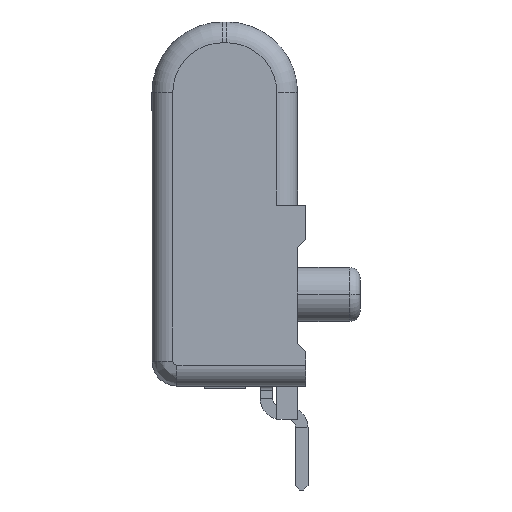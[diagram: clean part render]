
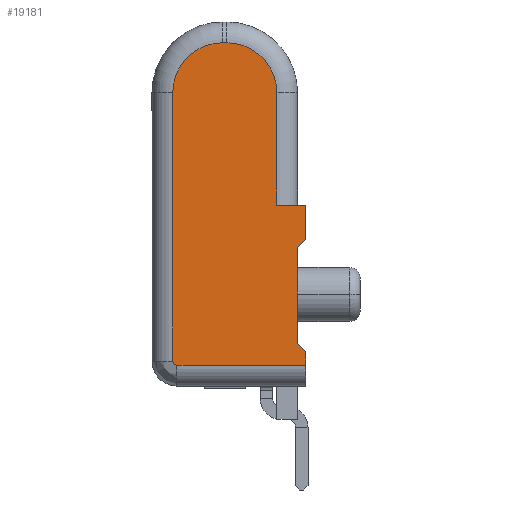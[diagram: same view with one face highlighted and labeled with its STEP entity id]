
A CAD part, left-side view. The second image highlights one B-rep face of the part: STEP entity #19181.
In plain terms, the highlighted planar face has unit normal (-1, 0, 0).
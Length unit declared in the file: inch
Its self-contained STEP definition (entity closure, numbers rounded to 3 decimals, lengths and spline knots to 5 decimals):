
#3252=DIRECTION('',(0.,1.,0.));
#3253=VECTOR('',#3252,0.02756);
#3254=CARTESIAN_POINT('',(-0.11811,-0.03543,
0.17717));
#3255=LINE('3053',#3254,#3253);
#3288=DIRECTION('',(0.,0.707,0.707));
#3289=VECTOR('',#3288,0.01114);
#3290=CARTESIAN_POINT('',(-0.11811,-0.03543,
0.03839));
#3291=LINE('3192',#3290,#3289);
#3292=DIRECTION('',(0.,1.,0.));
#3293=VECTOR('',#3292,0.12205);
#3294=CARTESIAN_POINT('',(-0.11811,-0.03543,
0.02559));
#3295=LINE('3027',#3294,#3293);
#3296=CARTESIAN_POINT('',(-0.11811,0.08661,
0.02953));
#3297=DIRECTION('',(1.,0.,0.));
#3298=DIRECTION('',(0.,0.,-1.));
#3299=AXIS2_PLACEMENT_3D('',#3296,#3297,#3298);
#3301=DIRECTION('',(0.,0.,1.));
#3302=VECTOR('',#3301,0.25394);
#3303=CARTESIAN_POINT('',(-0.11811,0.09055,
0.02953));
#3304=LINE('3022',#3303,#3302);
#3305=CARTESIAN_POINT('',(-0.11811,0.04331,
0.28346));
#3306=DIRECTION('',(1.,0.,0.));
#3307=DIRECTION('',(0.,1.,0.));
#3308=AXIS2_PLACEMENT_3D('',#3305,#3306,#3307);
#3310=DIRECTION('',(0.,-1.,0.));
#3311=VECTOR('',#3310,0.00394);
#3312=CARTESIAN_POINT('',(-0.11811,0.04331,
0.33071));
#3313=LINE('3018',#3312,#3311);
#3314=CARTESIAN_POINT('',(-0.11811,0.03937,
0.28346));
#3315=DIRECTION('',(1.,0.,0.));
#3316=DIRECTION('',(0.,0.,1.));
#3317=AXIS2_PLACEMENT_3D('',#3314,#3315,#3316);
#3319=DIRECTION('',(0.,0.,-1.));
#3320=VECTOR('',#3319,0.1063);
#3321=CARTESIAN_POINT('',(-0.11811,-0.00787,
0.28346));
#3322=LINE('3013',#3321,#3320);
#3323=DIRECTION('',(0.,-0.707,0.707));
#3324=VECTOR('',#3323,0.01114);
#3325=CARTESIAN_POINT('',(-0.11811,-0.02756,
0.13681));
#3326=LINE('3198',#3325,#3324);
#3327=DIRECTION('',(0.,0.,-1.));
#3328=VECTOR('',#3327,0.09055);
#3329=CARTESIAN_POINT('',(-0.11811,-0.02756,
0.13681));
#3330=LINE('3200',#3329,#3328);
#3667=DIRECTION('',(0.,0.,-1.));
#3668=VECTOR('',#3667,0.0128);
#3669=CARTESIAN_POINT('',(-0.11811,-0.03543,
0.03839));
#3670=LINE('3212',#3669,#3668);
#9070=DIRECTION('',(0.,0.,-1.));
#9071=VECTOR('',#9070,0.03248);
#9072=CARTESIAN_POINT('',(-0.11811,-0.03543,
0.17717));
#9073=LINE('3204',#9072,#9071);
#13712=CARTESIAN_POINT('',(-0.11811,-0.03543,
0.17717));
#13714=VERTEX_POINT('',#13712);
#13829=CARTESIAN_POINT('',(-0.11811,-0.00787,
0.28346));
#13830=CARTESIAN_POINT('',(-0.11811,-0.00787,
0.17717));
#13831=VERTEX_POINT('',#13829);
#13832=VERTEX_POINT('',#13830);
#13839=CARTESIAN_POINT('',(-0.11811,0.03937,
0.33071));
#13840=VERTEX_POINT('',#13839);
#13843=CARTESIAN_POINT('',(-0.11811,0.04331,
0.33071));
#13844=VERTEX_POINT('',#13843);
#13847=CARTESIAN_POINT('',(-0.11811,0.09055,
0.28346));
#13848=VERTEX_POINT('',#13847);
#13851=CARTESIAN_POINT('',(-0.11811,0.09055,
0.02953));
#13852=VERTEX_POINT('',#13851);
#13855=CARTESIAN_POINT('',(-0.11811,0.08661,
0.02559));
#13856=VERTEX_POINT('',#13855);
#13857=CARTESIAN_POINT('',(-0.11811,-0.03543,
0.02559));
#13859=VERTEX_POINT('',#13857);
#14053=CARTESIAN_POINT('',(-0.11811,-0.03543,
0.03839));
#14054=CARTESIAN_POINT('',(-0.11811,-0.02756,
0.04626));
#14055=VERTEX_POINT('',#14053);
#14056=VERTEX_POINT('',#14054);
#14065=CARTESIAN_POINT('',(-0.11811,-0.02756,
0.13681));
#14066=VERTEX_POINT('',#14065);
#14067=CARTESIAN_POINT('',(-0.11811,-0.03543,
0.14469));
#14068=VERTEX_POINT('',#14067);
#19151=CARTESIAN_POINT('',(-0.11811,0.11024,
0.00591));
#19152=DIRECTION('',(-1.,0.,0.));
#19153=DIRECTION('',(0.,-1.,0.));
#19154=AXIS2_PLACEMENT_3D('',#19151,#19152,#19153);
#19155=PLANE('699',#19154);
#19157=ORIENTED_EDGE('3192',*,*,#19156,.F.);
#19159=ORIENTED_EDGE('3212',*,*,#19158,.T.);
#19161=ORIENTED_EDGE('3027',*,*,#19160,.T.);
#19163=ORIENTED_EDGE('3024',*,*,#19162,.T.);
#19164=ORIENTED_EDGE('3022',*,*,#19045,.T.);
#19165=ORIENTED_EDGE('3020',*,*,#19061,.T.);
#19167=ORIENTED_EDGE('3018',*,*,#19166,.T.);
#19169=ORIENTED_EDGE('3016',*,*,#19168,.T.);
#19171=ORIENTED_EDGE('3013',*,*,#19170,.T.);
#19172=ORIENTED_EDGE('3053',*,*,#19115,.F.);
#19174=ORIENTED_EDGE('3204',*,*,#19173,.T.);
#19176=ORIENTED_EDGE('3198',*,*,#19175,.F.);
#19178=ORIENTED_EDGE('3200',*,*,#19177,.T.);
#19179=EDGE_LOOP('699',(#19157,#19159,#19161,#19163,#19164,#19165,#19167,#19169,
#19171,#19172,#19174,#19176,#19178));
#19180=FACE_OUTER_BOUND('699',#19179,.F.);
#19181=ADVANCED_FACE('699',(#19180),#19155,.T.);
#3300=CIRCLE('3024',#3299,0.00394);
#3309=CIRCLE('3020',#3308,0.04724);
#3318=CIRCLE('3016',#3317,0.04724);
#19045=EDGE_CURVE('3022',#13852,#13848,#3304,.T.);
#19061=EDGE_CURVE('3020',#13848,#13844,#3309,.T.);
#19115=EDGE_CURVE('3053',#13714,#13832,#3255,.T.);
#19156=EDGE_CURVE('3192',#14055,#14056,#3291,.T.);
#19158=EDGE_CURVE('3212',#14055,#13859,#3670,.T.);
#19160=EDGE_CURVE('3027',#13859,#13856,#3295,.T.);
#19162=EDGE_CURVE('3024',#13856,#13852,#3300,.T.);
#19166=EDGE_CURVE('3018',#13844,#13840,#3313,.T.);
#19168=EDGE_CURVE('3016',#13840,#13831,#3318,.T.);
#19170=EDGE_CURVE('3013',#13831,#13832,#3322,.T.);
#19173=EDGE_CURVE('3204',#13714,#14068,#9073,.T.);
#19175=EDGE_CURVE('3198',#14066,#14068,#3326,.T.);
#19177=EDGE_CURVE('3200',#14066,#14056,#3330,.T.);
